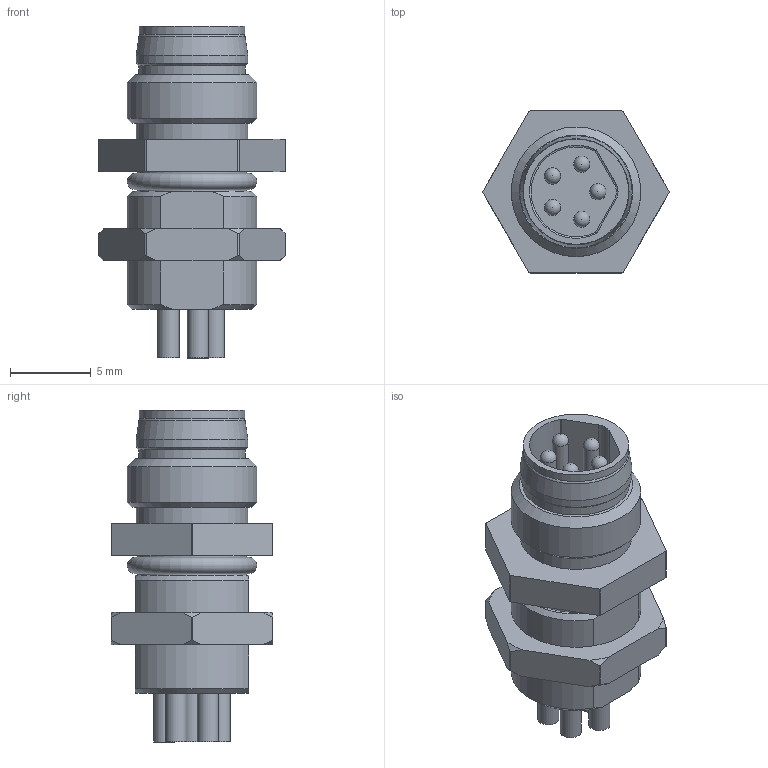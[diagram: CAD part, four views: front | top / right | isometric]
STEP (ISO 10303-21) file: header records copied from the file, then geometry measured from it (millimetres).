
FILE_DESCRIPTION(/* description */ (''),/* implementation_level */ '2;1');
FILE_NAME(/* name */ 'FSZB52-L-M8.stp',/* time_stamp */ '2018-06-13T12:18:47+08:00',/* author */ (''),/* organization */ (''),/* preprocessor_version */ 'ST-DEVELOPER v14',/* originating_system */ 'SIEMENS PLM Software NX 8.0',/* authorisation */ '');
FILE_SCHEMA (('AUTOMOTIVE_DESIGN { 1 0 10303 214 3 1 1 1 }'));
Length unit declared in the file: millimetre
Products named in the file (1): DELL1818A9928tmr
Bounding box: 11.5 x 10 x 20.5 mm (x, y, z)
Volume: 851.2 mm3; surface area: 1051.5 mm2
Topology: 1 solids, 11 shells, 161 faces, 366 edges, 235 vertices
Faces by surface type: cylinder 69, plane 52, cone 28, sphere 7, torus 5
Full cylindrical faces by diameter (mm): 0.8 x5, 1 x15, 1.2 x10, 1.3 x5, 6.5 x1, 6.6 x1, 6.8 x2, 6.9 x2, 8 x1
Entity records: 4792 total; most frequent: CARTESIAN_POINT 750, DIRECTION 735, ORIENTED_EDGE 556, AXIS2_PLACEMENT_3D 327, EDGE_CURVE 278, EDGE_LOOP 255, VERTEX_POINT 214, FACE_BOUND 190
